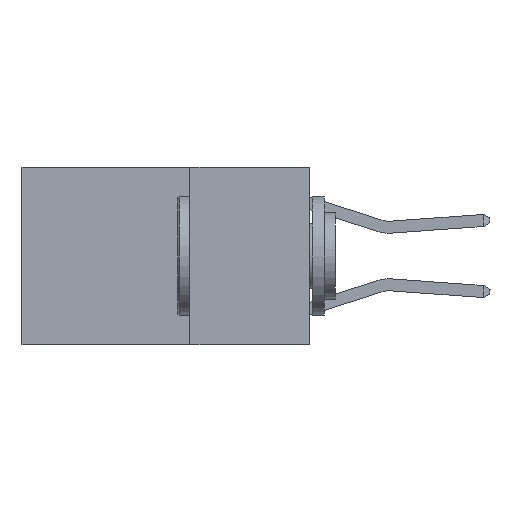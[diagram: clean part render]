
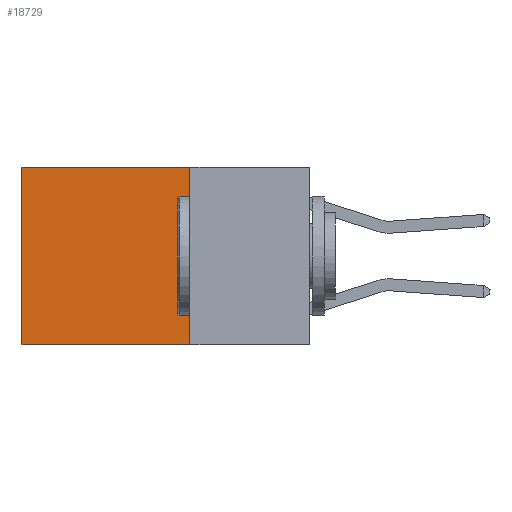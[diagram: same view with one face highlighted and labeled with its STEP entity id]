
A CAD part, left-side view. The second image highlights one B-rep face of the part: STEP entity #18729.
In plain terms, the highlighted planar face has unit normal (-1, 0, 0).
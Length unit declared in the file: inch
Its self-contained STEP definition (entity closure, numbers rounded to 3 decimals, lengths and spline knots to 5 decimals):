
#809 = EDGE_LOOP ( 'NONE', ( #11988, #9508, #26831, #14243 ) ) ;
#1283 = PLANE ( 'NONE',  #4617 ) ;
#1421 = CARTESIAN_POINT ( 'NONE',  ( 0.2625, 0.25, 0. ) ) ;
#2441 = LINE ( 'NONE', #9714, #25739 ) ;
#3903 = DIRECTION ( 'NONE',  ( 0., 0., -1. ) ) ;
#4617 = AXIS2_PLACEMENT_3D ( 'NONE', #21606, #8120, #23849 ) ;
#6497 = VECTOR ( 'NONE', #3903, 39.37008 ) ;
#7177 = EDGE_CURVE ( 'NONE', #22268, #18168, #17092, .T. ) ;
#7546 = DIRECTION ( 'NONE',  ( 0., 1., 0. ) ) ;
#8120 = DIRECTION ( 'NONE',  ( 1., 0., 0. ) ) ;
#8145 = CARTESIAN_POINT ( 'NONE',  ( 0.2625, 0.6, 0. ) ) ;
#8166 = CARTESIAN_POINT ( 'NONE',  ( 0.2625, 0.6, 0. ) ) ;
#8248 = CARTESIAN_POINT ( 'NONE',  ( 0.2625, 0.6, -0.37 ) ) ;
#9508 = ORIENTED_EDGE ( 'NONE', *, *, #14647, .F. ) ;
#9714 = CARTESIAN_POINT ( 'NONE',  ( 0.2625, 0.25, 0. ) ) ;
#10416 = VECTOR ( 'NONE', #17134, 39.37008 ) ;
#10732 = CARTESIAN_POINT ( 'NONE',  ( 0.2625, 0.25, 0. ) ) ;
#11203 = CARTESIAN_POINT ( 'NONE',  ( 0.2625, 0.25, -0.37 ) ) ;
#11988 = ORIENTED_EDGE ( 'NONE', *, *, #7177, .T. ) ;
#14243 = ORIENTED_EDGE ( 'NONE', *, *, #15080, .T. ) ;
#14647 = EDGE_CURVE ( 'NONE', #21933, #18168, #26469, .T. ) ;
#15080 = EDGE_CURVE ( 'NONE', #27695, #22268, #2441, .T. ) ;
#17092 = LINE ( 'NONE', #8166, #10416 ) ;
#17134 = DIRECTION ( 'NONE',  ( 0., 0., -1. ) ) ;
#18168 = VERTEX_POINT ( 'NONE', #8248 ) ;
#18729 = ADVANCED_FACE ( 'NONE', ( #24389 ), #1283, .F. ) ;
#19199 = LINE ( 'NONE', #10732, #6497 ) ;
#21541 = CARTESIAN_POINT ( 'NONE',  ( 0.2625, 0.25, -0.37 ) ) ;
#21606 = CARTESIAN_POINT ( 'NONE',  ( 0.2625, 0.25, 0. ) ) ;
#21933 = VERTEX_POINT ( 'NONE', #11203 ) ;
#22268 = VERTEX_POINT ( 'NONE', #8145 ) ;
#23526 = EDGE_CURVE ( 'NONE', #27695, #21933, #19199, .T. ) ;
#23787 = DIRECTION ( 'NONE',  ( 0., 1., 0. ) ) ;
#23849 = DIRECTION ( 'NONE',  ( 0., 0., -1. ) ) ;
#24389 = FACE_OUTER_BOUND ( 'NONE', #809, .T. ) ;
#25050 = VECTOR ( 'NONE', #23787, 39.37008 ) ;
#25739 = VECTOR ( 'NONE', #7546, 39.37008 ) ;
#26469 = LINE ( 'NONE', #21541, #25050 ) ;
#26831 = ORIENTED_EDGE ( 'NONE', *, *, #23526, .F. ) ;
#27695 = VERTEX_POINT ( 'NONE', #1421 ) ;
